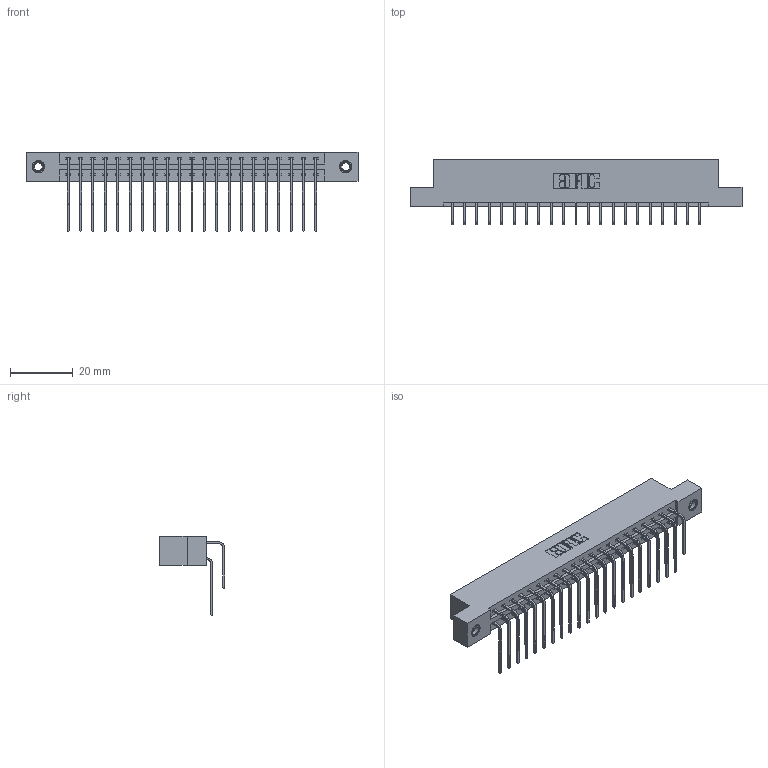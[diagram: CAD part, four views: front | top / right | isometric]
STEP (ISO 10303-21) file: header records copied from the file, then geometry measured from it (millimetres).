
FILE_DESCRIPTION (( 'STEP AP203' ), '1' );
FILE_NAME ('337-042-559-207.STEP', '2019-10-09T12:37:26', ( '' ), ( '' ), 'SwSTEP 2.0', 'SolidWorks 2016', '' );
FILE_SCHEMA (( 'CONFIG_CONTROL_DESIGN' ));
Length unit declared in the file: inch
Products named in the file (5): 345-292-001_559 Tail - 2; 345-250-001_345-250-005-103; 345-292-001_558 559 Tail - 1; 337-042-559-207; 337 Part_Flush Mounting Lugs - 0.156 Dia-TI
Assembly tree (45 placements, depth 2):
  337-042-559-207
    337 Part_Flush Mounting Lugs - 0.156 Dia-TI
    345-292-001_558 559 Tail - 1  x21
    345-292-001_559 Tail - 2  x21
    345-250-001_345-250-005-103  x2
Bounding box: 106.22 x 20.9 x 25.53 mm (x, y, z)
Volume: 11143.8 mm3; surface area: 13646.7 mm2
Topology: 45 solids, 45 shells, 2526 faces, 7461 edges, 4910 vertices
Faces by surface type: plane 1782, cylinder 728, cone 12, torus 4
Entity records: 21968 total; most frequent: CARTESIAN_POINT 3744, ORIENTED_EDGE 3622, DIRECTION 3237, EDGE_CURVE 1811, LINE 1623, VECTOR 1623, VERTEX_POINT 1200, AXIS2_PLACEMENT_3D 807
